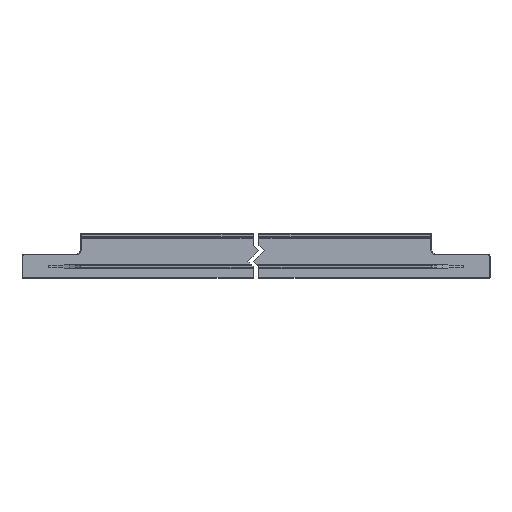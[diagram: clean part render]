
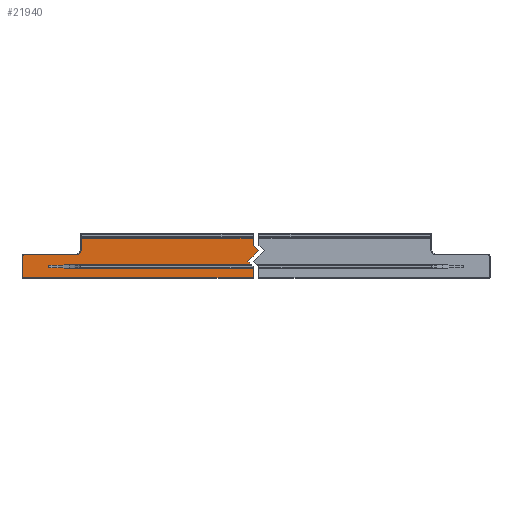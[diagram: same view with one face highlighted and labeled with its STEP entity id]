
A CAD part, front view. The second image highlights one B-rep face of the part: STEP entity #21940.
In plain terms, the highlighted planar face has unit normal (0, -1, 0).
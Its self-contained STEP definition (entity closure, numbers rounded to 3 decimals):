
#20330=CARTESIAN_POINT('',(34.,0.,0.));
#20340=DIRECTION('',(0.,1.,0.));
#20350=DIRECTION('',(1.,0.,0.));
#20360=AXIS2_PLACEMENT_3D('',#20330,#20340,#20350);
#20370=PLANE('',#20360);
#20380=CARTESIAN_POINT('',(19.,0.,147.5));
#20390=DIRECTION('',(0.,1.,-0.));
#20400=DIRECTION('',(1.,-0.,0.));
#20410=AXIS2_PLACEMENT_3D('',#20380,#20390,#20400);
#20420=CIRCLE('',#20410,1.);
#20430=CARTESIAN_POINT('',(19.,0.,148.5));
#20440=VERTEX_POINT('',#20430);
#20450=CARTESIAN_POINT('',(20.,0.,147.5));
#20460=VERTEX_POINT('',#20450);
#20470=EDGE_CURVE('',#20440,#20460,#20420,.T.);
#20480=ORIENTED_EDGE('',*,*,#20470,.F.);
#20490=CARTESIAN_POINT('',(20.,0.,0.));
#20500=DIRECTION('',(0.,-0.,1.));
#20510=VECTOR('',#20500,1.);
#20520=LINE('',#20490,#20510);
#20530=CARTESIAN_POINT('',(20.,0.,103.));
#20540=VERTEX_POINT('',#20530);
#20550=EDGE_CURVE('',#20540,#20460,#20520,.T.);
#20560=ORIENTED_EDGE('',*,*,#20550,.T.);
#20570=CARTESIAN_POINT('',(24.5,0.,103.));
#20580=DIRECTION('',(0.,-1.,-0.));
#20590=DIRECTION('',(-1.,0.,0.));
#20600=AXIS2_PLACEMENT_3D('',#20570,#20580,#20590);
#20610=CIRCLE('',#20600,4.5);
#20620=CARTESIAN_POINT('',(24.5,0.,98.5));
#20630=VERTEX_POINT('',#20620);
#20640=EDGE_CURVE('',#20540,#20630,#20610,.T.);
#20650=ORIENTED_EDGE('',*,*,#20640,.F.);
#20660=CARTESIAN_POINT('',(0.,0.,
98.5));
#20670=DIRECTION('',(-1.,0.,0.));
#20680=VECTOR('',#20670,1.);
#20690=LINE('',#20660,#20680);
#20700=CARTESIAN_POINT('',(34.,0.,98.5));
#20710=VERTEX_POINT('',#20700);
#20720=EDGE_CURVE('',#20710,#20630,#20690,.T.);
#20730=ORIENTED_EDGE('',*,*,#20720,.T.);
#20740=CARTESIAN_POINT('',(34.,0.,0.));
#20750=DIRECTION('',(0.,0.,-1.));
#20760=VECTOR('',#20750,1.);
#20770=LINE('',#20740,#20760);
#20780=CARTESIAN_POINT('',(34.,0.,-48.5));
#20790=VERTEX_POINT('',#20780);
#20800=EDGE_CURVE('',#20710,#20790,#20770,.T.);
#20810=ORIENTED_EDGE('',*,*,#20800,.F.);
#20820=CARTESIAN_POINT('',(0.,0.,-48.5));
#20830=DIRECTION('',(1.,0.,0.));
#20840=VECTOR('',#20830,1.);
#20850=LINE('',#20820,#20840);
#20860=CARTESIAN_POINT('',(28.135,0.,-48.5)
);
#20870=VERTEX_POINT('',#20860);
#20880=EDGE_CURVE('',#20870,#20790,#20850,.T.);
#20890=ORIENTED_EDGE('',*,*,#20880,.T.);
#20900=CARTESIAN_POINT('',(76.635,0.,0.));
#20910=DIRECTION('',(0.707,0.,
0.707));
#20920=VECTOR('',#20910,1.);
#20930=LINE('',#20900,#20920);
#20940=CARTESIAN_POINT('',(23.539,0.,
-53.096));
#20950=VERTEX_POINT('',#20940);
#20960=EDGE_CURVE('',#20950,#20870,#20930,.T.);
#20970=ORIENTED_EDGE('',*,*,#20960,.T.);
#20980=CARTESIAN_POINT('',(-29.558,0.,0.));
#20990=DIRECTION('',(0.707,0.,
-0.707));
#21000=VECTOR('',#20990,1.);
#21010=LINE('',#20980,#21000);
#21020=CARTESIAN_POINT('',(14.346,0.,
-43.904));
#21030=VERTEX_POINT('',#21020);
#21040=EDGE_CURVE('',#21030,#20950,#21010,.T.);
#21050=ORIENTED_EDGE('',*,*,#21040,.T.);
#21060=CARTESIAN_POINT('',(0.,0.,-58.25));
#21070=DIRECTION('',(0.707,0.,
0.707));
#21080=VECTOR('',#21070,1.);
#21090=LINE('',#21060,#21080);
#21100=CARTESIAN_POINT('',(11.,0.,-47.25));
#21110=VERTEX_POINT('',#21100);
#21120=EDGE_CURVE('',#21110,#21030,#21090,.T.);
#21130=ORIENTED_EDGE('',*,*,#21120,.T.);
#21140=CARTESIAN_POINT('',(11.,0.,0.));
#21150=DIRECTION('',(0.,0.,-1.));
#21160=VECTOR('',#21150,1.);
#21170=LINE('',#21140,#21160);
#21180=CARTESIAN_POINT('',(11.,0.,
125.454));
#21190=VERTEX_POINT('',#21180);
#21200=EDGE_CURVE('',#21190,#21110,#21170,.T.);
#21210=ORIENTED_EDGE('',*,*,#21200,.T.);
#21220=CARTESIAN_POINT('',(0.,0.,125.454));
#21230=DIRECTION('',(-1.,0.,0.));
#21240=VECTOR('',#21230,1.);
#21250=LINE('',#21220,#21240);
#21260=CARTESIAN_POINT('',(10.9,0.,125.454));
#21270=VERTEX_POINT('',#21260);
#21280=EDGE_CURVE('',#21190,#21270,#21250,.T.);
#21290=ORIENTED_EDGE('',*,*,#21280,.F.);
#21300=CARTESIAN_POINT('',(10.9,0.,149.));
#21310=DIRECTION('',(0.,0.,1.));
#21320=VECTOR('',#21310,1.);
#21330=LINE('',#21300,#21320);
#21340=CARTESIAN_POINT('',(10.9,0.,126.2));
#21350=VERTEX_POINT('',#21340);
#21360=EDGE_CURVE('',#21270,#21350,#21330,.T.);
#21370=ORIENTED_EDGE('',*,*,#21360,.F.);
#21380=CARTESIAN_POINT('',(0.,0.,126.2));
#21390=DIRECTION('',(1.,0.,0.));
#21400=VECTOR('',#21390,1.);
#21410=LINE('',#21380,#21400);
#21420=CARTESIAN_POINT('',(9.1,0.,126.2));
#21430=VERTEX_POINT('',#21420);
#21440=EDGE_CURVE('',#21430,#21350,#21410,.T.);
#21450=ORIENTED_EDGE('',*,*,#21440,.T.);
#21460=CARTESIAN_POINT('',(9.1,0.,149.));
#21470=DIRECTION('',(0.,0.,-1.));
#21480=VECTOR('',#21470,1.);
#21490=LINE('',#21460,#21480);
#21500=CARTESIAN_POINT('',(9.1,0.,125.454));
#21510=VERTEX_POINT('',#21500);
#21520=EDGE_CURVE('',#21430,#21510,#21490,.T.);
#21530=ORIENTED_EDGE('',*,*,#21520,.F.);
#21540=CARTESIAN_POINT('',(0.,0.,125.454));
#21550=DIRECTION('',(-1.,0.,0.));
#21560=VECTOR('',#21550,1.);
#21570=LINE('',#21540,#21560);
#21580=CARTESIAN_POINT('',(9.,0.,
125.454));
#21590=VERTEX_POINT('',#21580);
#21600=EDGE_CURVE('',#21510,#21590,#21570,.T.);
#21610=ORIENTED_EDGE('',*,*,#21600,.F.);
#21620=CARTESIAN_POINT('',(9.,0.,0.));
#21630=DIRECTION('',(0.,0.,1.));
#21640=VECTOR('',#21630,1.);
#21650=LINE('',#21620,#21640);
#21660=CARTESIAN_POINT('',(9.,0.,-48.5)
);
#21670=VERTEX_POINT('',#21660);
#21680=EDGE_CURVE('',#21670,#21590,#21650,.T.);
#21690=ORIENTED_EDGE('',*,*,#21680,.T.);
#21700=CARTESIAN_POINT('',(0.,0.,-48.5));
#21710=DIRECTION('',(1.,0.,0.));
#21720=VECTOR('',#21710,1.);
#21730=LINE('',#21700,#21720);
#21740=CARTESIAN_POINT('',(0.5,0.,-48.5));
#21750=VERTEX_POINT('',#21740);
#21760=EDGE_CURVE('',#21750,#21670,#21730,.T.);
#21770=ORIENTED_EDGE('',*,*,#21760,.T.);
#21780=CARTESIAN_POINT('',(0.5,0.,0.));
#21790=DIRECTION('',(0.,-0.,1.));
#21800=VECTOR('',#21790,1.);
#21810=LINE('',#21780,#21800);
#21820=CARTESIAN_POINT('',(0.5,0.,148.5));
#21830=VERTEX_POINT('',#21820);
#21840=EDGE_CURVE('',#21750,#21830,#21810,.T.);
#21850=ORIENTED_EDGE('',*,*,#21840,.F.);
#21860=CARTESIAN_POINT('',(0.,0.,
148.5));
#21870=DIRECTION('',(1.,0.,0.));
#21880=VECTOR('',#21870,1.);
#21890=LINE('',#21860,#21880);
#21900=EDGE_CURVE('',#21830,#20440,#21890,.T.);
#21910=ORIENTED_EDGE('',*,*,#21900,.F.);
#21920=EDGE_LOOP('',(#21910,#21850,#21770,#21690,#21610,#21530,#21450,
#21370,#21290,#21210,#21130,#21050,#20970,#20890,#20810,#20730,#20650,
#20560,#20480));
#21930=FACE_OUTER_BOUND('',#21920,.T.);
#21940=ADVANCED_FACE('',(#21930),#20370,.F.);
